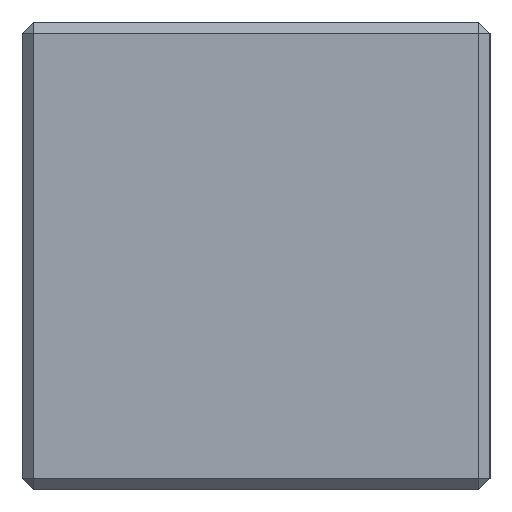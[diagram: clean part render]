
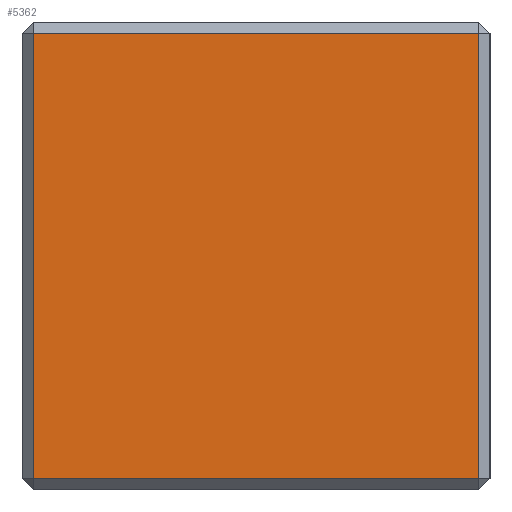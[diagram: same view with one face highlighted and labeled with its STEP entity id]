
A CAD part, left-side view. The second image highlights one B-rep face of the part: STEP entity #5362.
In plain terms, the highlighted planar face has unit normal (-1, 0, 0).
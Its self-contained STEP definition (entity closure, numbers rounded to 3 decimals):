
#1338 = VERTEX_POINT('',#1339);
#1339 = CARTESIAN_POINT('',(-37.5,-5.95,0.3));
#1345 = EDGE_CURVE('',#1346,#1338,#1348,.T.);
#1346 = VERTEX_POINT('',#1347);
#1347 = CARTESIAN_POINT('',(-37.5,5.95,0.3));
#1348 = LINE('',#1349,#1350);
#1349 = CARTESIAN_POINT('',(-37.5,6.25,0.3));
#1350 = VECTOR('',#1351,1.);
#1351 = DIRECTION('',(0.,-1.,0.));
#5362 = ADVANCED_FACE('',(#5363),#5388,.F.);
#5363 = FACE_BOUND('',#5364,.F.);
#5364 = EDGE_LOOP('',(#5365,#5375,#5381,#5382));
#5365 = ORIENTED_EDGE('',*,*,#5366,.T.);
#5366 = EDGE_CURVE('',#5367,#5369,#5371,.T.);
#5367 = VERTEX_POINT('',#5368);
#5368 = CARTESIAN_POINT('',(-37.5,5.95,12.2));
#5369 = VERTEX_POINT('',#5370);
#5370 = CARTESIAN_POINT('',(-37.5,-5.95,12.2));
#5371 = LINE('',#5372,#5373);
#5372 = CARTESIAN_POINT('',(-37.5,6.25,12.2));
#5373 = VECTOR('',#5374,1.);
#5374 = DIRECTION('',(0.,-1.,0.));
#5375 = ORIENTED_EDGE('',*,*,#5376,.F.);
#5376 = EDGE_CURVE('',#1338,#5369,#5377,.T.);
#5377 = LINE('',#5378,#5379);
#5378 = CARTESIAN_POINT('',(-37.5,-5.95,0.));
#5379 = VECTOR('',#5380,1.);
#5380 = DIRECTION('',(0.,0.,1.));
#5381 = ORIENTED_EDGE('',*,*,#1345,.F.);
#5382 = ORIENTED_EDGE('',*,*,#5383,.T.);
#5383 = EDGE_CURVE('',#1346,#5367,#5384,.T.);
#5384 = LINE('',#5385,#5386);
#5385 = CARTESIAN_POINT('',(-37.5,5.95,0.));
#5386 = VECTOR('',#5387,1.);
#5387 = DIRECTION('',(0.,0.,1.));
#5388 = PLANE('',#5389);
#5389 = AXIS2_PLACEMENT_3D('',#5390,#5391,#5392);
#5390 = CARTESIAN_POINT('',(-37.5,6.25,0.));
#5391 = DIRECTION('',(1.,0.,0.));
#5392 = DIRECTION('',(0.,-1.,0.));
